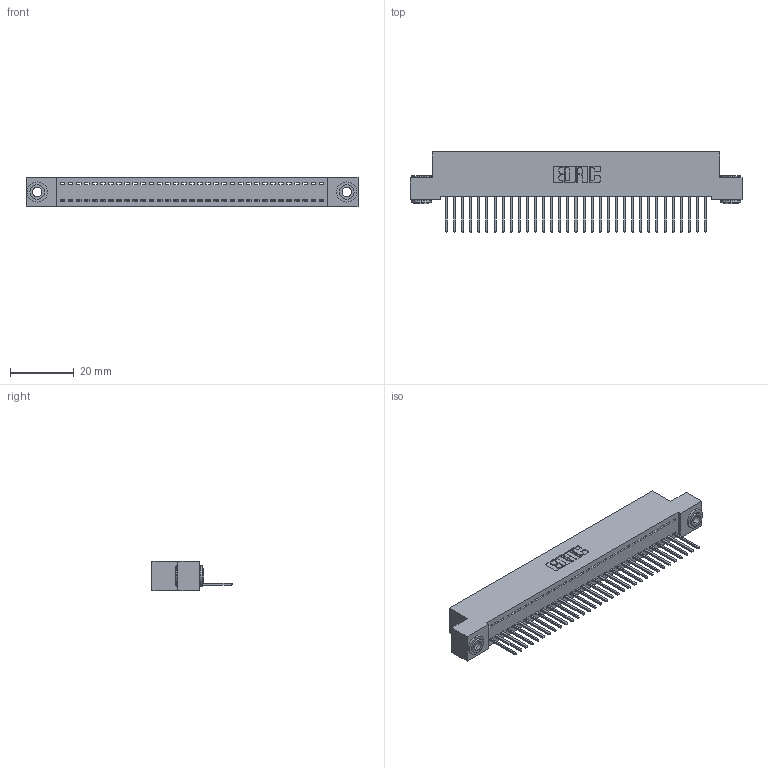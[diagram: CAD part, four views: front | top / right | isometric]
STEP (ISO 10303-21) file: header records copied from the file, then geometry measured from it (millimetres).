
FILE_DESCRIPTION (( 'STEP AP203' ), '1' );
FILE_NAME ('342-033-523-103.STEP', '2019-10-02T11:36:40', ( '' ), ( '' ), 'SwSTEP 2.0', 'SolidWorks 2016', '' );
FILE_SCHEMA (( 'CONFIG_CONTROL_DESIGN' ));
Length unit declared in the file: inch
Products named in the file (4): 345-292-001_345-293-123; 342-250-002_345-250-002-102; 342-033-523-103; 342 Part_.156 TH
Assembly tree (36 placements, depth 2):
  342-033-523-103
    342 Part_.156 TH
    345-292-001_345-293-123  x33
    342-250-002_345-250-002-102  x2
Bounding box: 104.14 x 25.15 x 9.4 mm (x, y, z)
Volume: 9107.9 mm3; surface area: 13464.1 mm2
Topology: 36 solids, 36 shells, 2062 faces, 6183 edges, 4074 vertices
Faces by surface type: plane 1462, cylinder 592, cone 8
Entity records: 21874 total; most frequent: CARTESIAN_POINT 3752, ORIENTED_EDGE 3714, DIRECTION 3217, EDGE_CURVE 1857, VECTOR 1705, LINE 1705, VERTEX_POINT 1234, AXIS2_PLACEMENT_3D 756
